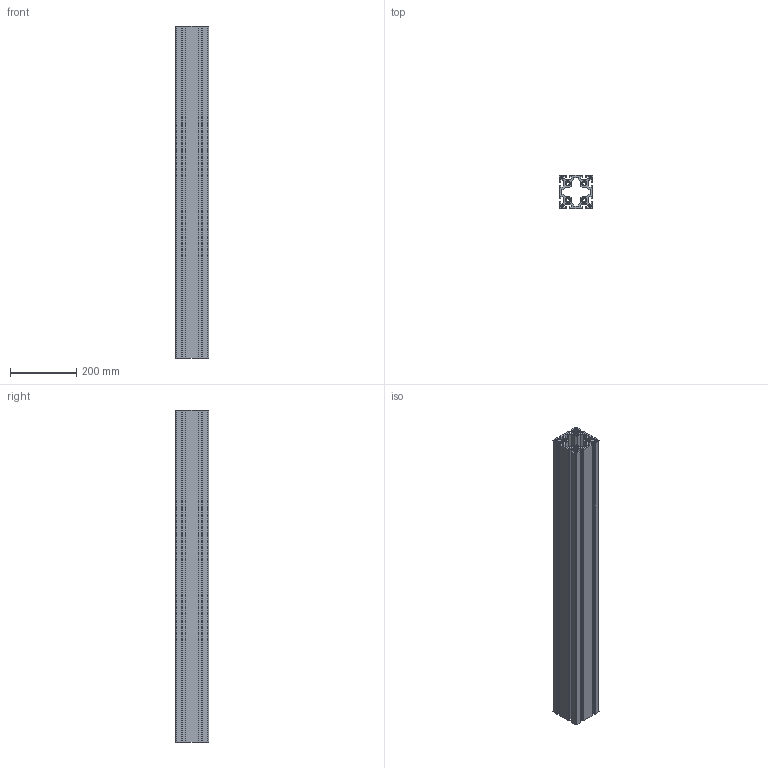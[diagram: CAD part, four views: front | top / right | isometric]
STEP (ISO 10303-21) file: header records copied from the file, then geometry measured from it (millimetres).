
FILE_DESCRIPTION (( 'STEP AP203' ), '1' );
FILE_NAME ('ALF-100100-10B.step', '2024-08-07T10:22:46', ( '' ), ( '' ), 'SwSTEP 2.0', 'SolidWorks 2022', '' );
FILE_SCHEMA (( 'CONFIG_CONTROL_DESIGN' ));
Length unit declared in the file: millimetre
Products named in the file (1): ALF-100100-10B
Bounding box: 100 x 100 x 1000 mm (x, y, z)
Volume: 3649508.2 mm3; surface area: 1509310.6 mm2
Topology: 1 solids, 1 shells, 576 faces, 1722 edges, 1148 vertices
Faces by surface type: cylinder 350, plane 226
Entity records: 19779 total; most frequent: DIRECTION 3576, CARTESIAN_POINT 3447, ORIENTED_EDGE 3444, EDGE_CURVE 1722, AXIS2_PLACEMENT_3D 1277, VERTEX_POINT 1148, LINE 1022, VECTOR 1022
